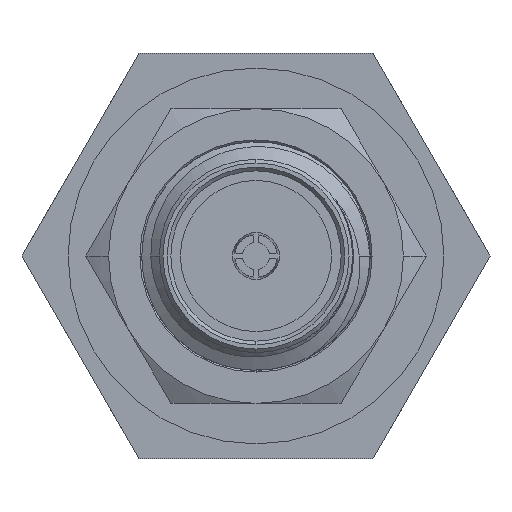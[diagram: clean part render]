
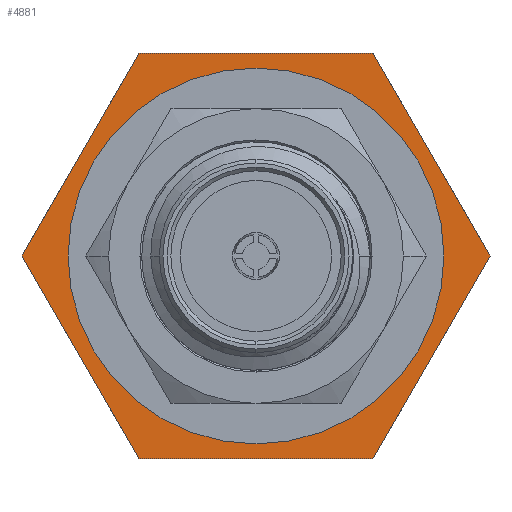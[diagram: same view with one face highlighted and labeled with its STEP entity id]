
A CAD part, left-side view. The second image highlights one B-rep face of the part: STEP entity #4881.
In plain terms, the highlighted planar face has unit normal (-1, 0, 0).
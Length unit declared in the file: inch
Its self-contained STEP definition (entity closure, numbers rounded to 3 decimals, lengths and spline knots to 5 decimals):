
#185 = CARTESIAN_POINT ( 'NONE',  ( 0.43307, 0.25003, 0. ) ) ;
#411 = DIRECTION ( 'NONE',  ( 0., -1., 0. ) ) ;
#437 = LINE ( 'NONE', #7859, #3505 ) ;
#438 = LINE ( 'NONE', #3842, #8430 ) ;
#688 = CIRCLE ( 'NONE', #3931, 0.18504 ) ;
#717 = EDGE_CURVE ( 'NONE', #4106, #1580, #7541, .T. ) ;
#722 = VERTEX_POINT ( 'NONE', #1636 ) ;
#891 = VERTEX_POINT ( 'NONE', #3165 ) ;
#1180 = FACE_BOUND ( 'NONE', #1571, .T. ) ;
#1250 = DIRECTION ( 'NONE',  ( 0., 0.5, -0.866 ) ) ;
#1265 = CARTESIAN_POINT ( 'NONE',  ( 0.43307, 0., 0. ) ) ;
#1346 = DIRECTION ( 'NONE',  ( 0., -1., 0. ) ) ;
#1431 = VERTEX_POINT ( 'NONE', #5459 ) ;
#1435 = CARTESIAN_POINT ( 'NONE',  ( 0.43307, -0.12502, 0.21654 ) ) ;
#1452 = CARTESIAN_POINT ( 'NONE',  ( 0.43307, 0.12502, -0.21654 ) ) ;
#1453 = CARTESIAN_POINT ( 'NONE',  ( 0.43307, 0., 0. ) ) ;
#1491 = DIRECTION ( 'NONE',  ( -1., 0., 0. ) ) ;
#1571 = EDGE_LOOP ( 'NONE', ( #6860, #3906 ) ) ;
#1580 = VERTEX_POINT ( 'NONE', #1690 ) ;
#1611 = CARTESIAN_POINT ( 'NONE',  ( 0.43307, 0.25003, 0. ) ) ;
#1636 = CARTESIAN_POINT ( 'NONE',  ( 0.43307, -0.18504, 0. ) ) ;
#1690 = CARTESIAN_POINT ( 'NONE',  ( 0.43307, 0.12502, 0.21654 ) ) ;
#1693 = EDGE_CURVE ( 'NONE', #3840, #4106, #438, .T. ) ;
#1763 = LINE ( 'NONE', #8618, #5121 ) ;
#1934 = EDGE_CURVE ( 'NONE', #722, #5731, #688, .T. ) ;
#1965 = EDGE_CURVE ( 'NONE', #1431, #3840, #3392, .T. ) ;
#2166 = LINE ( 'NONE', #1435, #4943 ) ;
#2270 = AXIS2_PLACEMENT_3D ( 'NONE', #1265, #3942, #5201 ) ;
#2623 = EDGE_CURVE ( 'NONE', #891, #1431, #437, .T. ) ;
#2698 = DIRECTION ( 'NONE',  ( 0., 1., 0. ) ) ;
#3165 = CARTESIAN_POINT ( 'NONE',  ( 0.43307, -0.25003, 0. ) ) ;
#3368 = AXIS2_PLACEMENT_3D ( 'NONE', #1453, #1491, #4168 ) ;
#3370 = ORIENTED_EDGE ( 'NONE', *, *, #8310, .F. ) ;
#3373 = ORIENTED_EDGE ( 'NONE', *, *, #6181, .F. ) ;
#3392 = LINE ( 'NONE', #6076, #8476 ) ;
#3505 = VECTOR ( 'NONE', #1250, 39.37008 ) ;
#3840 = VERTEX_POINT ( 'NONE', #1452 ) ;
#3842 = CARTESIAN_POINT ( 'NONE',  ( 0.43307, 0.12502, -0.21654 ) ) ;
#3906 = ORIENTED_EDGE ( 'NONE', *, *, #8038, .F. ) ;
#3931 = AXIS2_PLACEMENT_3D ( 'NONE', #4702, #7424, #1346 ) ;
#3942 = DIRECTION ( 'NONE',  ( -1., 0., 0. ) ) ;
#4025 = DIRECTION ( 'NONE',  ( 0., -0.5, -0.866 ) ) ;
#4078 = CARTESIAN_POINT ( 'NONE',  ( 0.43307, -0.12502, 0.21654 ) ) ;
#4106 = VERTEX_POINT ( 'NONE', #1611 ) ;
#4168 = DIRECTION ( 'NONE',  ( 0., 1., 0. ) ) ;
#4334 = ORIENTED_EDGE ( 'NONE', *, *, #2623, .F. ) ;
#4702 = CARTESIAN_POINT ( 'NONE',  ( 0.43307, 0., 0. ) ) ;
#4881 = ADVANCED_FACE ( 'NONE', ( #1180, #7393 ), #8610, .T. ) ;
#4943 = VECTOR ( 'NONE', #4025, 39.37008 ) ;
#5121 = VECTOR ( 'NONE', #411, 39.37008 ) ;
#5148 = VERTEX_POINT ( 'NONE', #4078 ) ;
#5201 = DIRECTION ( 'NONE',  ( 0., 0., 1. ) ) ;
#5272 = CARTESIAN_POINT ( 'NONE',  ( 0.43307, 0.18504, 0. ) ) ;
#5350 = EDGE_LOOP ( 'NONE', ( #8396, #6669, #4334, #3370, #3373, #7979 ) ) ;
#5459 = CARTESIAN_POINT ( 'NONE',  ( 0.43307, -0.12502, -0.21654 ) ) ;
#5731 = VERTEX_POINT ( 'NONE', #5272 ) ;
#6076 = CARTESIAN_POINT ( 'NONE',  ( 0.43307, -0.12502, -0.21654 ) ) ;
#6181 = EDGE_CURVE ( 'NONE', #1580, #5148, #1763, .T. ) ;
#6348 = CIRCLE ( 'NONE', #3368, 0.18504 ) ;
#6669 = ORIENTED_EDGE ( 'NONE', *, *, #1965, .F. ) ;
#6860 = ORIENTED_EDGE ( 'NONE', *, *, #1934, .F. ) ;
#7157 = DIRECTION ( 'NONE',  ( 0., 0.5, 0.866 ) ) ;
#7393 = FACE_OUTER_BOUND ( 'NONE', #5350, .T. ) ;
#7424 = DIRECTION ( 'NONE',  ( -1., 0., 0. ) ) ;
#7541 = LINE ( 'NONE', #185, #7549 ) ;
#7549 = VECTOR ( 'NONE', #7709, 39.37008 ) ;
#7709 = DIRECTION ( 'NONE',  ( 0., -0.5, 0.866 ) ) ;
#7859 = CARTESIAN_POINT ( 'NONE',  ( 0.43307, -0.25003, 0. ) ) ;
#7979 = ORIENTED_EDGE ( 'NONE', *, *, #717, .F. ) ;
#8038 = EDGE_CURVE ( 'NONE', #5731, #722, #6348, .T. ) ;
#8310 = EDGE_CURVE ( 'NONE', #5148, #891, #2166, .T. ) ;
#8396 = ORIENTED_EDGE ( 'NONE', *, *, #1693, .F. ) ;
#8430 = VECTOR ( 'NONE', #7157, 39.37008 ) ;
#8476 = VECTOR ( 'NONE', #2698, 39.37008 ) ;
#8610 = PLANE ( 'NONE',  #2270 ) ;
#8618 = CARTESIAN_POINT ( 'NONE',  ( 0.43307, 0.12502, 0.21654 ) ) ;
